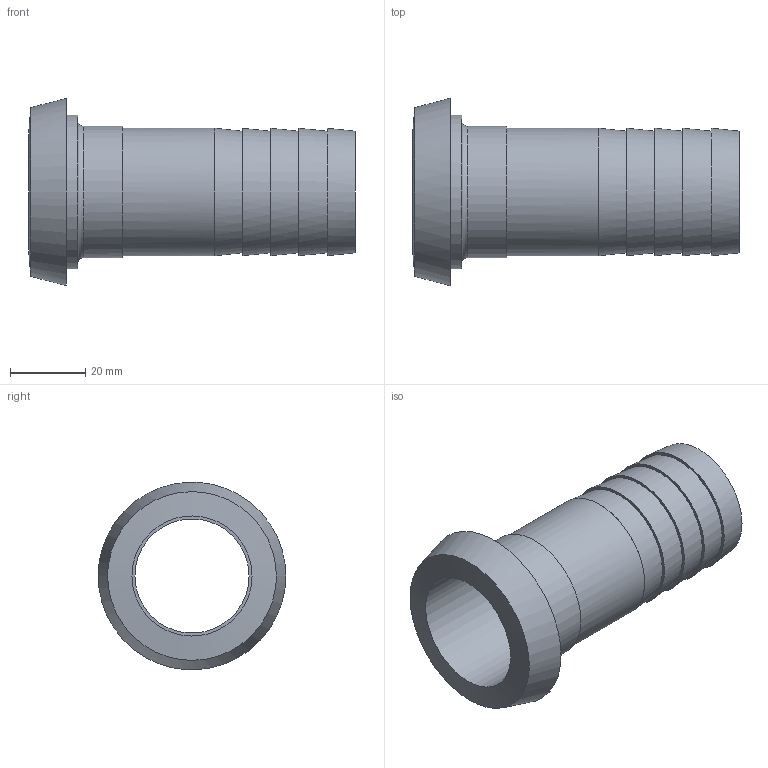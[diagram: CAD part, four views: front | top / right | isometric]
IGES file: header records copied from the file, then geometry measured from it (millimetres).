
Global section: file name: 26040032000; native system: Autodesk Inventor 2015; preprocessor: unknown; author: Struska Martin; date: 20160308.114825; units: millimetre
Bounding box: 87 x 50 x 49.91 mm (x, y, z)
Volume: 22540.1 mm3; surface area: 20425.8 mm2
Topology: 1 solids, 1 shells, 23 faces, 59 edges, 46 vertices
Faces by surface type: bspline 23
